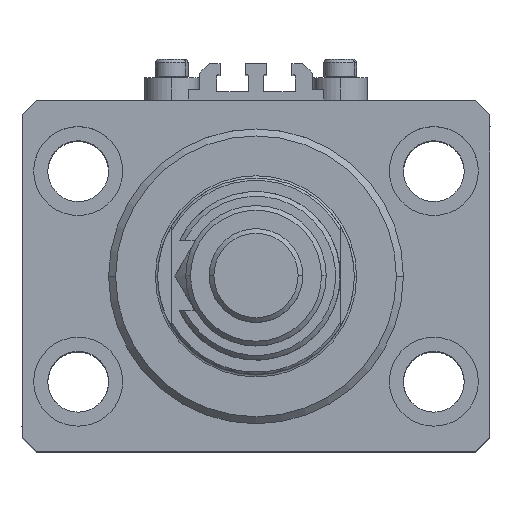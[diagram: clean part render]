
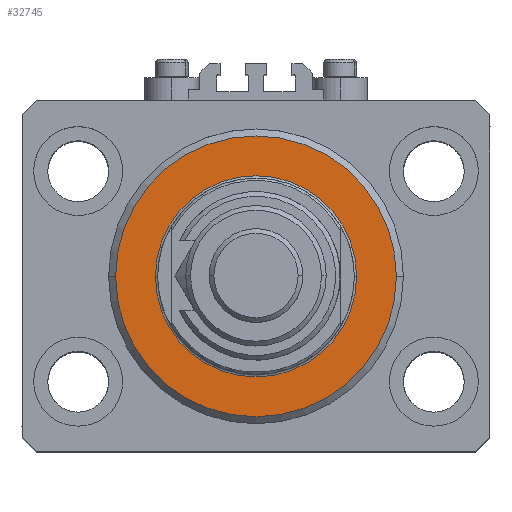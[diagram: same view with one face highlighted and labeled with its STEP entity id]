
A CAD part, top view. The second image highlights one B-rep face of the part: STEP entity #32745.
In plain terms, the highlighted face is planar.
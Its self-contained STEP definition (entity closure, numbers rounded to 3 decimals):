
#2251 = DIRECTION ( 'NONE',  ( 0., 0., -1. ) ) ;
#2934 = ORIENTED_EDGE ( 'NONE', *, *, #43059, .T. ) ;
#3757 = CIRCLE ( 'NONE', #44114, 30. ) ;
#5235 = DIRECTION ( 'NONE',  ( 1., 0., 0. ) ) ;
#6622 = CARTESIAN_POINT ( 'NONE',  ( -30., 0., 0. ) ) ;
#6992 = EDGE_CURVE ( 'NONE', #28244, #38568, #3757, .T. ) ;
#7896 = DIRECTION ( 'NONE',  ( 0., 0., -1. ) ) ;
#8153 = CARTESIAN_POINT ( 'NONE',  ( 0., 0., 0. ) ) ;
#8426 = CARTESIAN_POINT ( 'NONE',  ( -21.5, 0., 0. ) ) ;
#12946 = CARTESIAN_POINT ( 'NONE',  ( 0., 0., 0. ) ) ;
#13144 = CARTESIAN_POINT ( 'NONE',  ( 0., 0., 0. ) ) ;
#13594 = CARTESIAN_POINT ( 'NONE',  ( 0., 0., 0. ) ) ;
#14872 = CIRCLE ( 'NONE', #21419, 21.5 ) ;
#15086 = EDGE_LOOP ( 'NONE', ( #26073, #2934 ) ) ;
#20144 = DIRECTION ( 'NONE',  ( 1., 0., 0. ) ) ;
#21173 = VERTEX_POINT ( 'NONE', #30768 ) ;
#21419 = AXIS2_PLACEMENT_3D ( 'NONE', #13144, #44644, #20144 ) ;
#23652 = DIRECTION ( 'NONE',  ( 1., 0., 0. ) ) ;
#24526 = EDGE_CURVE ( 'NONE', #21173, #45723, #14872, .T. ) ;
#24677 = AXIS2_PLACEMENT_3D ( 'NONE', #31940, #31440, #47671 ) ;
#25424 = EDGE_CURVE ( 'NONE', #38568, #28244, #44578, .T. ) ;
#26073 = ORIENTED_EDGE ( 'NONE', *, *, #24526, .T. ) ;
#28244 = VERTEX_POINT ( 'NONE', #50815 ) ;
#29858 = DIRECTION ( 'NONE',  ( 1., 0., 0. ) ) ;
#30768 = CARTESIAN_POINT ( 'NONE',  ( 21.5, 0., 0. ) ) ;
#31440 = DIRECTION ( 'NONE',  ( 0., 0., 1. ) ) ;
#31940 = CARTESIAN_POINT ( 'NONE',  ( 0., 0., 0. ) ) ;
#32578 = FACE_OUTER_BOUND ( 'NONE', #48470, .T. ) ;
#32745 = ADVANCED_FACE ( 'NONE', ( #36205, #32578 ), #48317, .F. ) ;
#36204 = CIRCLE ( 'NONE', #24677, 21.5 ) ;
#36205 = FACE_BOUND ( 'NONE', #15086, .T. ) ;
#38568 = VERTEX_POINT ( 'NONE', #6622 ) ;
#40035 = ORIENTED_EDGE ( 'NONE', *, *, #25424, .T. ) ;
#40579 = DIRECTION ( 'NONE',  ( 0., 0., 1. ) ) ;
#42203 = ORIENTED_EDGE ( 'NONE', *, *, #6992, .T. ) ;
#43059 = EDGE_CURVE ( 'NONE', #45723, #21173, #36204, .T. ) ;
#44114 = AXIS2_PLACEMENT_3D ( 'NONE', #8153, #7896, #23652 ) ;
#44578 = CIRCLE ( 'NONE', #47050, 30. ) ;
#44644 = DIRECTION ( 'NONE',  ( 0., 0., 1. ) ) ;
#45723 = VERTEX_POINT ( 'NONE', #8426 ) ;
#47050 = AXIS2_PLACEMENT_3D ( 'NONE', #13594, #2251, #29858 ) ;
#47671 = DIRECTION ( 'NONE',  ( 1., 0., 0. ) ) ;
#48317 = PLANE ( 'NONE',  #50717 ) ;
#48470 = EDGE_LOOP ( 'NONE', ( #42203, #40035 ) ) ;
#50717 = AXIS2_PLACEMENT_3D ( 'NONE', #12946, #40579, #5235 ) ;
#50815 = CARTESIAN_POINT ( 'NONE',  ( 30., 0., 0. ) ) ;
